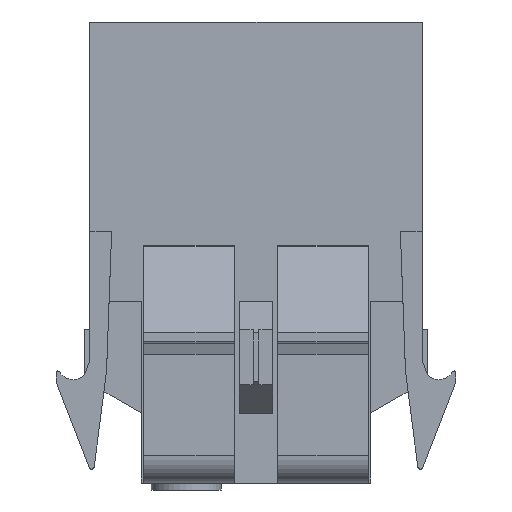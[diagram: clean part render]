
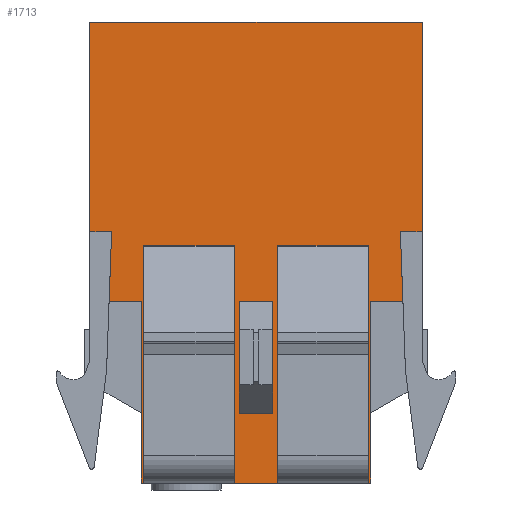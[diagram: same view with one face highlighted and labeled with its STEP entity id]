
A CAD part, front view. The second image highlights one B-rep face of the part: STEP entity #1713.
In plain terms, the highlighted planar face has unit normal (0, -1, 0).
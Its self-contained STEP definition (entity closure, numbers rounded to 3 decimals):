
#1551=AXIS2_PLACEMENT_3D('Plane Axis2P3D',#1548,#1549,#1550) ;
#97=CARTESIAN_POINT('Vertex',(6.1,5.9,0.5)) ;
#169=CARTESIAN_POINT('Vertex',(22.5,5.9,0.5)) ;
#172=CARTESIAN_POINT('Line Origine',(22.425,5.9,0.5)) ;
#176=CARTESIAN_POINT('Vertex',(22.35,5.9,0.5)) ;
#197=CARTESIAN_POINT('Vertex',(15.85,5.9,0.5)) ;
#200=CARTESIAN_POINT('Line Origine',(14.3,5.9,0.5)) ;
#204=CARTESIAN_POINT('Vertex',(12.75,5.9,0.5)) ;
#225=CARTESIAN_POINT('Vertex',(6.25,5.9,0.5)) ;
#228=CARTESIAN_POINT('Line Origine',(6.175,5.9,0.5)) ;
#1446=CARTESIAN_POINT('Vertex',(26.2,5.9,33.5)) ;
#1449=CARTESIAN_POINT('Line Origine',(26.2,5.9,26.)) ;
#1453=CARTESIAN_POINT('Vertex',(26.2,5.9,18.5)) ;
#1548=CARTESIAN_POINT('Axis2P3D Location',(2.4,5.9,0.)) ;
#1553=CARTESIAN_POINT('Line Origine',(14.3,5.9,33.5)) ;
#1557=CARTESIAN_POINT('Vertex',(2.4,5.9,33.5)) ;
#1560=CARTESIAN_POINT('Line Origine',(2.4,5.9,26.)) ;
#1564=CARTESIAN_POINT('Vertex',(2.4,5.9,18.5)) ;
#1567=CARTESIAN_POINT('Line Origine',(3.183,5.9,18.5)) ;
#1571=CARTESIAN_POINT('Vertex',(3.966,5.9,18.5)) ;
#1574=CARTESIAN_POINT('Line Origine',(3.874,5.9,16.)) ;
#1578=CARTESIAN_POINT('Vertex',(3.783,5.9,13.5)) ;
#1581=CARTESIAN_POINT('Line Origine',(4.941,5.9,13.5)) ;
#1585=CARTESIAN_POINT('Vertex',(6.1,5.9,13.5)) ;
#1588=CARTESIAN_POINT('Line Origine',(6.1,5.9,7.)) ;
#1593=CARTESIAN_POINT('Line Origine',(6.25,5.9,1.4)) ;
#1597=CARTESIAN_POINT('Vertex',(6.25,5.9,2.3)) ;
#1600=CARTESIAN_POINT('Line Origine',(9.5,5.9,2.3)) ;
#1604=CARTESIAN_POINT('Vertex',(12.75,5.9,2.3)) ;
#1607=CARTESIAN_POINT('Line Origine',(12.75,5.9,1.4)) ;
#1612=CARTESIAN_POINT('Line Origine',(15.85,5.9,1.4)) ;
#1616=CARTESIAN_POINT('Vertex',(15.85,5.9,2.3)) ;
#1619=CARTESIAN_POINT('Line Origine',(19.1,5.9,2.3)) ;
#1623=CARTESIAN_POINT('Vertex',(22.35,5.9,2.3)) ;
#1626=CARTESIAN_POINT('Line Origine',(22.35,5.9,1.4)) ;
#1631=CARTESIAN_POINT('Line Origine',(22.5,5.9,7.)) ;
#1635=CARTESIAN_POINT('Vertex',(22.5,5.9,13.5)) ;
#1638=CARTESIAN_POINT('Line Origine',(23.659,5.9,13.5)) ;
#1642=CARTESIAN_POINT('Vertex',(24.817,5.9,13.5)) ;
#1645=CARTESIAN_POINT('Line Origine',(24.726,5.9,16.)) ;
#1649=CARTESIAN_POINT('Vertex',(24.634,5.9,18.5)) ;
#1652=CARTESIAN_POINT('Line Origine',(25.417,5.9,18.5)) ;
#1679=CARTESIAN_POINT('Line Origine',(14.3,5.9,13.5)) ;
#1683=CARTESIAN_POINT('Vertex',(13.1,5.9,13.5)) ;
#1685=CARTESIAN_POINT('Vertex',(15.5,5.9,13.5)) ;
#1688=CARTESIAN_POINT('Line Origine',(15.5,5.9,9.5)) ;
#1692=CARTESIAN_POINT('Vertex',(15.5,5.9,5.5)) ;
#1695=CARTESIAN_POINT('Line Origine',(14.3,5.9,5.5)) ;
#1699=CARTESIAN_POINT('Vertex',(13.1,5.9,5.5)) ;
#1702=CARTESIAN_POINT('Line Origine',(13.1,5.9,9.5)) ;
#173=DIRECTION('Vector Direction',(1.,0.,0.)) ;
#201=DIRECTION('Vector Direction',(1.,0.,0.)) ;
#229=DIRECTION('Vector Direction',(1.,0.,0.)) ;
#1450=DIRECTION('Vector Direction',(0.,0.,1.)) ;
#1549=DIRECTION('Axis2P3D Direction',(0.,-1.,0.)) ;
#1550=DIRECTION('Axis2P3D XDirection',(1.,0.,0.)) ;
#1554=DIRECTION('Vector Direction',(1.,0.,0.)) ;
#1561=DIRECTION('Vector Direction',(0.,0.,1.)) ;
#1568=DIRECTION('Vector Direction',(1.,0.,0.)) ;
#1575=DIRECTION('Vector Direction',(-0.037,0.,-0.999)) ;
#1582=DIRECTION('Vector Direction',(1.,0.,0.)) ;
#1589=DIRECTION('Vector Direction',(0.,0.,1.)) ;
#1594=DIRECTION('Vector Direction',(0.,0.,1.)) ;
#1601=DIRECTION('Vector Direction',(1.,0.,0.)) ;
#1608=DIRECTION('Vector Direction',(0.,0.,1.)) ;
#1613=DIRECTION('Vector Direction',(0.,0.,1.)) ;
#1620=DIRECTION('Vector Direction',(1.,0.,0.)) ;
#1627=DIRECTION('Vector Direction',(0.,0.,1.)) ;
#1632=DIRECTION('Vector Direction',(0.,0.,1.)) ;
#1639=DIRECTION('Vector Direction',(-1.,0.,0.)) ;
#1646=DIRECTION('Vector Direction',(0.037,0.,-0.999)) ;
#1653=DIRECTION('Vector Direction',(-1.,0.,0.)) ;
#1680=DIRECTION('Vector Direction',(1.,0.,0.)) ;
#1689=DIRECTION('Vector Direction',(0.,0.,1.)) ;
#1696=DIRECTION('Vector Direction',(1.,0.,0.)) ;
#1703=DIRECTION('Vector Direction',(0.,0.,1.)) ;
#174=VECTOR('Line Direction',#173,1.) ;
#202=VECTOR('Line Direction',#201,1.) ;
#230=VECTOR('Line Direction',#229,1.) ;
#1451=VECTOR('Line Direction',#1450,1.) ;
#1555=VECTOR('Line Direction',#1554,1.) ;
#1562=VECTOR('Line Direction',#1561,1.) ;
#1569=VECTOR('Line Direction',#1568,1.) ;
#1576=VECTOR('Line Direction',#1575,1.) ;
#1583=VECTOR('Line Direction',#1582,1.) ;
#1590=VECTOR('Line Direction',#1589,1.) ;
#1595=VECTOR('Line Direction',#1594,1.) ;
#1602=VECTOR('Line Direction',#1601,1.) ;
#1609=VECTOR('Line Direction',#1608,1.) ;
#1614=VECTOR('Line Direction',#1613,1.) ;
#1621=VECTOR('Line Direction',#1620,1.) ;
#1628=VECTOR('Line Direction',#1627,1.) ;
#1633=VECTOR('Line Direction',#1632,1.) ;
#1640=VECTOR('Line Direction',#1639,1.) ;
#1647=VECTOR('Line Direction',#1646,1.) ;
#1654=VECTOR('Line Direction',#1653,1.) ;
#1681=VECTOR('Line Direction',#1680,1.) ;
#1690=VECTOR('Line Direction',#1689,1.) ;
#1697=VECTOR('Line Direction',#1696,1.) ;
#1704=VECTOR('Line Direction',#1703,1.) ;
#1658=ORIENTED_EDGE('',*,*,#1455,.T.) ;
#1659=ORIENTED_EDGE('',*,*,#1559,.F.) ;
#1660=ORIENTED_EDGE('',*,*,#1566,.F.) ;
#1661=ORIENTED_EDGE('',*,*,#1573,.F.) ;
#1662=ORIENTED_EDGE('',*,*,#1580,.F.) ;
#1663=ORIENTED_EDGE('',*,*,#1587,.T.) ;
#1664=ORIENTED_EDGE('',*,*,#1592,.F.) ;
#1665=ORIENTED_EDGE('',*,*,#232,.T.) ;
#1666=ORIENTED_EDGE('',*,*,#1599,.F.) ;
#1667=ORIENTED_EDGE('',*,*,#1606,.T.) ;
#1668=ORIENTED_EDGE('',*,*,#1611,.T.) ;
#1669=ORIENTED_EDGE('',*,*,#206,.T.) ;
#1670=ORIENTED_EDGE('',*,*,#1618,.F.) ;
#1671=ORIENTED_EDGE('',*,*,#1625,.F.) ;
#1672=ORIENTED_EDGE('',*,*,#1630,.T.) ;
#1673=ORIENTED_EDGE('',*,*,#178,.T.) ;
#1674=ORIENTED_EDGE('',*,*,#1637,.T.) ;
#1675=ORIENTED_EDGE('',*,*,#1644,.T.) ;
#1676=ORIENTED_EDGE('',*,*,#1651,.F.) ;
#1677=ORIENTED_EDGE('',*,*,#1656,.F.) ;
#1708=ORIENTED_EDGE('',*,*,#1687,.T.) ;
#1709=ORIENTED_EDGE('',*,*,#1694,.T.) ;
#1710=ORIENTED_EDGE('',*,*,#1701,.F.) ;
#1711=ORIENTED_EDGE('',*,*,#1706,.F.) ;
#1712=FACE_BOUND('',#1707,.T.) ;
#1713=ADVANCED_FACE('Hauptkoerper',(#1678,#1712),#1552,.T.) ;
#178=EDGE_CURVE('',#177,#170,#175,.T.) ;
#206=EDGE_CURVE('',#205,#198,#203,.T.) ;
#232=EDGE_CURVE('',#98,#226,#231,.T.) ;
#1455=EDGE_CURVE('',#1454,#1447,#1452,.T.) ;
#1559=EDGE_CURVE('',#1558,#1447,#1556,.T.) ;
#1566=EDGE_CURVE('',#1565,#1558,#1563,.T.) ;
#1573=EDGE_CURVE('',#1572,#1565,#1570,.F.) ;
#1580=EDGE_CURVE('',#1579,#1572,#1577,.F.) ;
#1587=EDGE_CURVE('',#1579,#1586,#1584,.T.) ;
#1592=EDGE_CURVE('',#98,#1586,#1591,.T.) ;
#1599=EDGE_CURVE('',#1598,#226,#1596,.F.) ;
#1606=EDGE_CURVE('',#1598,#1605,#1603,.T.) ;
#1611=EDGE_CURVE('',#1605,#205,#1610,.F.) ;
#1618=EDGE_CURVE('',#1617,#198,#1615,.F.) ;
#1625=EDGE_CURVE('',#1624,#1617,#1622,.F.) ;
#1630=EDGE_CURVE('',#1624,#177,#1629,.F.) ;
#1637=EDGE_CURVE('',#170,#1636,#1634,.T.) ;
#1644=EDGE_CURVE('',#1636,#1643,#1641,.F.) ;
#1651=EDGE_CURVE('',#1650,#1643,#1648,.T.) ;
#1656=EDGE_CURVE('',#1454,#1650,#1655,.T.) ;
#1687=EDGE_CURVE('',#1684,#1686,#1682,.T.) ;
#1694=EDGE_CURVE('',#1686,#1693,#1691,.F.) ;
#1701=EDGE_CURVE('',#1700,#1693,#1698,.T.) ;
#1706=EDGE_CURVE('',#1684,#1700,#1705,.F.) ;
#1657=EDGE_LOOP('',(#1658,#1659,#1660,#1661,#1662,#1663,#1664,#1665,#1666,#1667,#1668,#1669,#1670,#1671,#1672,#1673,#1674,#1675,#1676,#1677)) ;
#1707=EDGE_LOOP('',(#1708,#1709,#1710,#1711)) ;
#1678=FACE_OUTER_BOUND('',#1657,.T.) ;
#175=LINE('Line',#172,#174) ;
#203=LINE('Line',#200,#202) ;
#231=LINE('Line',#228,#230) ;
#1452=LINE('Line',#1449,#1451) ;
#1556=LINE('Line',#1553,#1555) ;
#1563=LINE('Line',#1560,#1562) ;
#1570=LINE('Line',#1567,#1569) ;
#1577=LINE('Line',#1574,#1576) ;
#1584=LINE('Line',#1581,#1583) ;
#1591=LINE('Line',#1588,#1590) ;
#1596=LINE('Line',#1593,#1595) ;
#1603=LINE('Line',#1600,#1602) ;
#1610=LINE('Line',#1607,#1609) ;
#1615=LINE('Line',#1612,#1614) ;
#1622=LINE('Line',#1619,#1621) ;
#1629=LINE('Line',#1626,#1628) ;
#1634=LINE('Line',#1631,#1633) ;
#1641=LINE('Line',#1638,#1640) ;
#1648=LINE('Line',#1645,#1647) ;
#1655=LINE('Line',#1652,#1654) ;
#1682=LINE('Line',#1679,#1681) ;
#1691=LINE('Line',#1688,#1690) ;
#1698=LINE('Line',#1695,#1697) ;
#1705=LINE('Line',#1702,#1704) ;
#1552=PLANE('',#1551) ;
#98=VERTEX_POINT('',#97) ;
#170=VERTEX_POINT('',#169) ;
#177=VERTEX_POINT('',#176) ;
#198=VERTEX_POINT('',#197) ;
#205=VERTEX_POINT('',#204) ;
#226=VERTEX_POINT('',#225) ;
#1447=VERTEX_POINT('',#1446) ;
#1454=VERTEX_POINT('',#1453) ;
#1558=VERTEX_POINT('',#1557) ;
#1565=VERTEX_POINT('',#1564) ;
#1572=VERTEX_POINT('',#1571) ;
#1579=VERTEX_POINT('',#1578) ;
#1586=VERTEX_POINT('',#1585) ;
#1598=VERTEX_POINT('',#1597) ;
#1605=VERTEX_POINT('',#1604) ;
#1617=VERTEX_POINT('',#1616) ;
#1624=VERTEX_POINT('',#1623) ;
#1636=VERTEX_POINT('',#1635) ;
#1643=VERTEX_POINT('',#1642) ;
#1650=VERTEX_POINT('',#1649) ;
#1684=VERTEX_POINT('',#1683) ;
#1686=VERTEX_POINT('',#1685) ;
#1693=VERTEX_POINT('',#1692) ;
#1700=VERTEX_POINT('',#1699) ;
